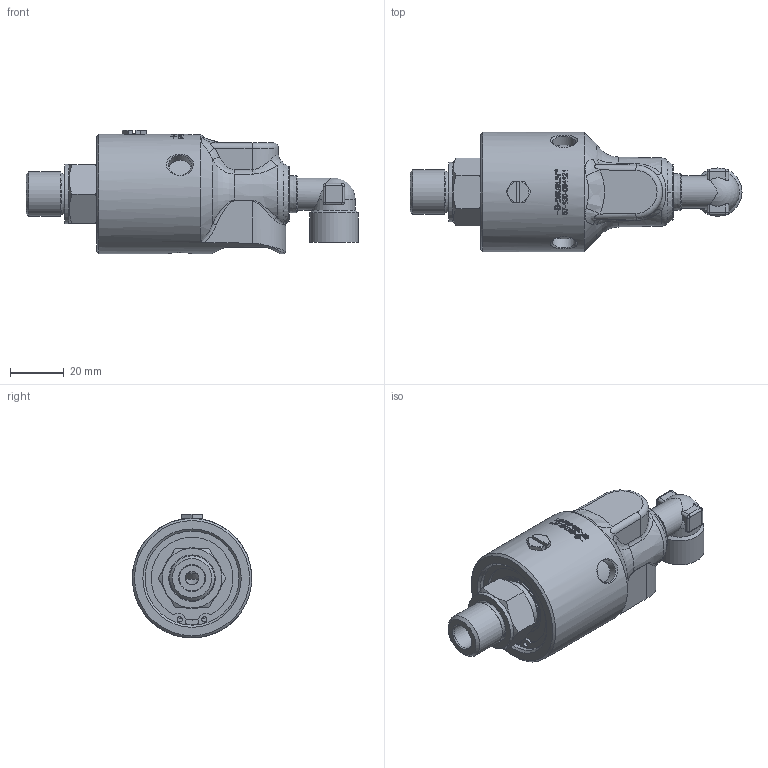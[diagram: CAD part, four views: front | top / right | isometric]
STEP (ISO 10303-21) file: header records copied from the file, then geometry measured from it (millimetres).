
FILE_DESCRIPTION((''),'2;1');
FILE_NAME('57-130-094121-IC.stp','2012-11-22T15:55:09',('cdunkel'),(''),'Autodesk Inventor 2011','Autodesk Inventor 2011','');
FILE_SCHEMA(('AUTOMOTIVE_DESIGN { 1 2 10303 214 0 1 1 1 }'));
Length unit declared in the file: millimetre
Products named in the file (1): 57-130-094121-IC
Bounding box: 123.71 x 44.47 x 46.09 mm (x, y, z)
Volume: 87584.6 mm3; surface area: 22358.1 mm2
Topology: 1 solids, 2 shells, 569 faces, 1477 edges, 961 vertices
Faces by surface type: plane 266, bspline 160, cylinder 96, cone 32, torus 12, sphere 3
Full cylindrical faces by diameter (mm): 1.981 x2, 4.917 x1, 8.6 x3, 9.5 x1, 11.445 x1, 12 x1, 14.95 x1, 15.8 x1, 16 x1, 16.662 x1, 17.3 x1, 18 x1, 19.15 x1, 22.2 x1, 22.65 x1, 30.95 x1, 31.2 x1, 35 x1, 35.05 x1, 37.18 x1, 44.5 x1
Entity records: 21722 total; most frequent: CARTESIAN_POINT 8596, ORIENTED_EDGE 2826, DIRECTION 2384, EDGE_CURVE 1413, AXIS2_PLACEMENT_3D 953, VERTEX_POINT 942, EDGE_LOOP 675, FACE_OUTER_BOUND 569
